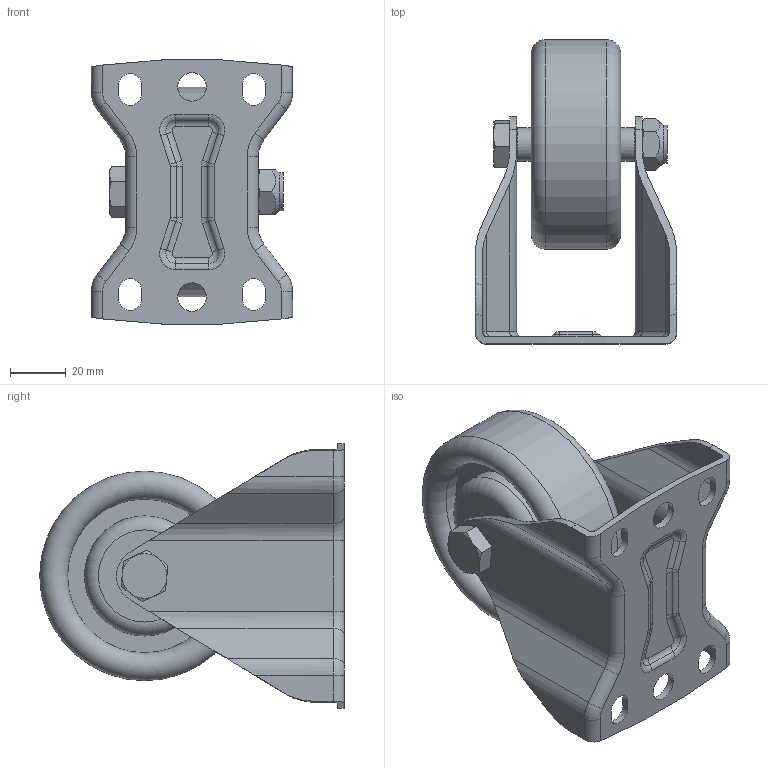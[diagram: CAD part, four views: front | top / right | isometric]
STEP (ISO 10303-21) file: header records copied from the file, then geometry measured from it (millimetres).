
FILE_DESCRIPTION((''),'2;1');
FILE_NAME('86417.stp','2023-06-20T11:12:51',('arma01'),(''),'Autodesk Inventor 2013','Autodesk Inventor 2013','');
FILE_SCHEMA(('AUTOMOTIVE_DESIGN { 1 0 10303 214 1 1 1 1 }'));
Length unit declared in the file: millimetre
Products named in the file (5): 86417; 86417- I; 86417- II; ISO 8676 M10 x 1 x 55; Nakrętka samozabezpieczająca - Stal Metryczny Property Class 5 and 10 - Metric M10 x 1.5 Typ metalowy
Assembly tree (4 placements, depth 2):
  86417
    86417- I
    86417- II
    ISO 8676 M10 x 1 x 55
    Nakrętka samozabezpieczająca - Stal Metryczny Property Class 5 and 10 - Metric M10 x 1.5 Typ metalowy
Bounding box: 72 x 109 x 94.56 mm (x, y, z)
Volume: 160193.6 mm3; surface area: 55282 mm2
Topology: 4 solids, 4 shells, 231 faces, 558 edges, 345 vertices
Faces by surface type: cylinder 97, plane 62, torus 40, bspline 16, cone 16
Full cylindrical faces by diameter (mm): 8.376 x1, 10 x1, 10.2 x2, 10.3 x2, 10.5 x2, 12 x2, 13.6 x1, 14.63 x1, 43 x2, 55 x2, 75 x1
Entity records: 7105 total; most frequent: CARTESIAN_POINT 1583, DIRECTION 1204, ORIENTED_EDGE 1056, EDGE_CURVE 528, AXIS2_PLACEMENT_3D 499, VERTEX_POINT 340, EDGE_LOOP 284, CIRCLE 251
